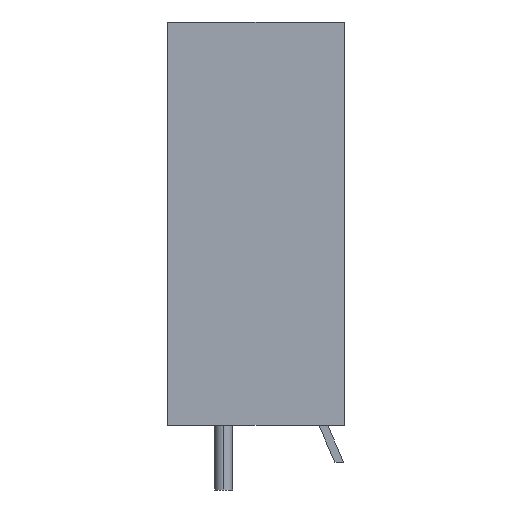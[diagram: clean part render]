
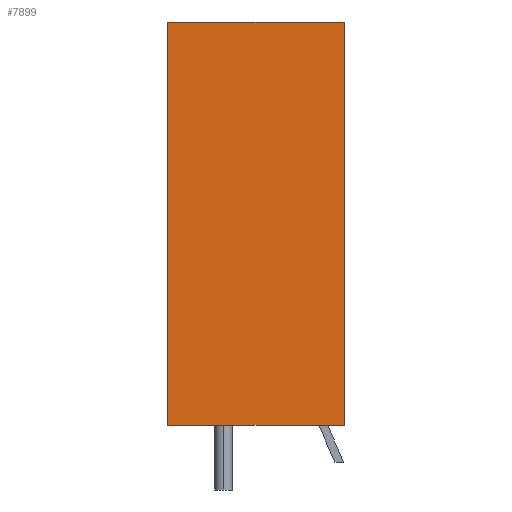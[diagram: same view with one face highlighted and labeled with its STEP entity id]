
A CAD part, left-side view. The second image highlights one B-rep face of the part: STEP entity #7899.
In plain terms, the highlighted planar face has unit normal (-1, 0, 0).
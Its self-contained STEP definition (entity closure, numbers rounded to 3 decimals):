
#11 = FACE_OUTER_BOUND ( 'NONE', #6938, .T. ) ;
#417 = VECTOR ( 'NONE', #7837, 1000. ) ;
#438 = LINE ( 'NONE', #1195, #5437 ) ;
#650 = EDGE_CURVE ( 'NONE', #3022, #6679, #4871, .T. ) ;
#746 = DIRECTION ( 'NONE',  ( 0., 0., -1. ) ) ;
#793 = CARTESIAN_POINT ( 'NONE',  ( -7.5, 5.455, 12.5 ) ) ;
#858 = ORIENTED_EDGE ( 'NONE', *, *, #7523, .T. ) ;
#1107 = CARTESIAN_POINT ( 'NONE',  ( -7.5, -5.455, 12.5 ) ) ;
#1195 = CARTESIAN_POINT ( 'NONE',  ( -7.5, -5.455, 12.5 ) ) ;
#1202 = CARTESIAN_POINT ( 'NONE',  ( -7.5, -5.455, 12.5 ) ) ;
#1361 = CARTESIAN_POINT ( 'NONE',  ( -7.5, -5.455, -12.5 ) ) ;
#2314 = VERTEX_POINT ( 'NONE', #6989 ) ;
#2483 = CARTESIAN_POINT ( 'NONE',  ( -7.5, -5.455, 12.5 ) ) ;
#3022 = VERTEX_POINT ( 'NONE', #793 ) ;
#3391 = VECTOR ( 'NONE', #3550, 1000. ) ;
#3550 = DIRECTION ( 'NONE',  ( 0., -1., 0. ) ) ;
#3731 = CARTESIAN_POINT ( 'NONE',  ( -7.5, 5.455, 12.5 ) ) ;
#3959 = ORIENTED_EDGE ( 'NONE', *, *, #7701, .T. ) ;
#4029 = ORIENTED_EDGE ( 'NONE', *, *, #4684, .F. ) ;
#4267 = LINE ( 'NONE', #1361, #3391 ) ;
#4328 = PLANE ( 'NONE',  #8078 ) ;
#4516 = DIRECTION ( 'NONE',  ( 0., 1., 0. ) ) ;
#4684 = EDGE_CURVE ( 'NONE', #6679, #8355, #438, .T. ) ;
#4871 = LINE ( 'NONE', #1202, #417 ) ;
#5403 = VECTOR ( 'NONE', #746, 1000. ) ;
#5426 = DIRECTION ( 'NONE',  ( 1., 0., 0. ) ) ;
#5437 = VECTOR ( 'NONE', #7112, 1000. ) ;
#6679 = VERTEX_POINT ( 'NONE', #1107 ) ;
#6938 = EDGE_LOOP ( 'NONE', ( #858, #4029, #8830, #3959 ) ) ;
#6989 = CARTESIAN_POINT ( 'NONE',  ( -7.5, 5.455, -12.5 ) ) ;
#7112 = DIRECTION ( 'NONE',  ( 0., 0., -1. ) ) ;
#7392 = LINE ( 'NONE', #3731, #5403 ) ;
#7523 = EDGE_CURVE ( 'NONE', #2314, #8355, #4267, .T. ) ;
#7701 = EDGE_CURVE ( 'NONE', #3022, #2314, #7392, .T. ) ;
#7837 = DIRECTION ( 'NONE',  ( 0., -1., 0. ) ) ;
#7899 = ADVANCED_FACE ( 'NONE', ( #11 ), #4328, .F. ) ;
#7952 = CARTESIAN_POINT ( 'NONE',  ( -7.5, -5.455, -12.5 ) ) ;
#8078 = AXIS2_PLACEMENT_3D ( 'NONE', #2483, #5426, #4516 ) ;
#8355 = VERTEX_POINT ( 'NONE', #7952 ) ;
#8830 = ORIENTED_EDGE ( 'NONE', *, *, #650, .F. ) ;
